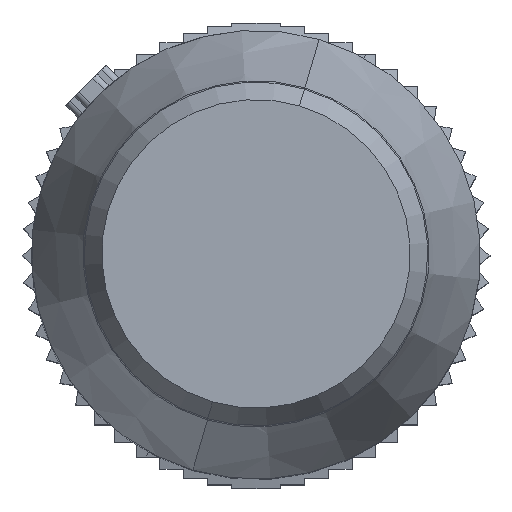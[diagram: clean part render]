
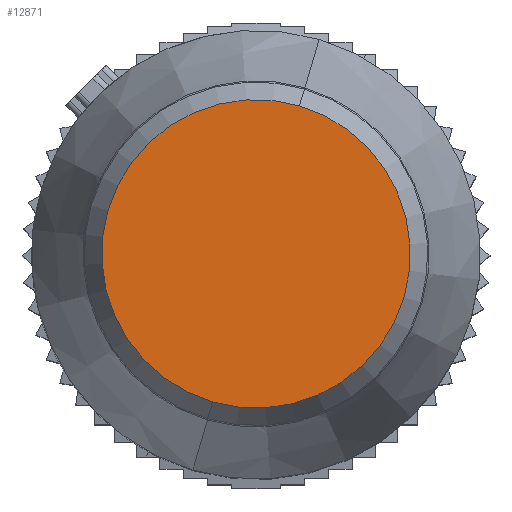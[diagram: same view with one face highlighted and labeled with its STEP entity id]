
A CAD part, top view. The second image highlights one B-rep face of the part: STEP entity #12871.
In plain terms, the highlighted planar face has unit normal (0, 0, 1).
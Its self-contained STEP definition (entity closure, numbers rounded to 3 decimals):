
#12826=AXIS2_PLACEMENT_3D('Circle Axis2P3D',#12824,#12825,$) ;
#12852=AXIS2_PLACEMENT_3D('Circle Axis2P3D',#12850,#12851,$) ;
#12865=AXIS2_PLACEMENT_3D('Plane Axis2P3D',#12862,#12863,#12864) ;
#12824=CARTESIAN_POINT('Axis2P3D Location',(7.3,7.261,44.)) ;
#12828=CARTESIAN_POINT('Vertex',(5.945,2.645,44.)) ;
#12830=CARTESIAN_POINT('Vertex',(8.655,11.878,44.)) ;
#12850=CARTESIAN_POINT('Axis2P3D Location',(7.3,7.261,44.)) ;
#12862=CARTESIAN_POINT('Axis2P3D Location',(10.702,10.663,44.)) ;
#12825=DIRECTION('Axis2P3D Direction',(0.,0.,-1.)) ;
#12851=DIRECTION('Axis2P3D Direction',(0.,0.,-1.)) ;
#12863=DIRECTION('Axis2P3D Direction',(0.,0.,1.)) ;
#12864=DIRECTION('Axis2P3D XDirection',(-0.707,0.707,0.)) ;
#12868=ORIENTED_EDGE('',*,*,#12854,.T.) ;
#12869=ORIENTED_EDGE('',*,*,#12832,.T.) ;
#12871=ADVANCED_FACE('Hauptk\X2\00F6\X0\rper',(#12870),#12866,.T.) ;
#12827=CIRCLE('generated circle',#12826,4.811) ;
#12853=CIRCLE('generated circle',#12852,4.811) ;
#12832=EDGE_CURVE('',#12829,#12831,#12827,.F.) ;
#12854=EDGE_CURVE('',#12831,#12829,#12853,.F.) ;
#12867=EDGE_LOOP('',(#12868,#12869)) ;
#12870=FACE_OUTER_BOUND('',#12867,.T.) ;
#12866=PLANE('',#12865) ;
#12829=VERTEX_POINT('',#12828) ;
#12831=VERTEX_POINT('',#12830) ;
